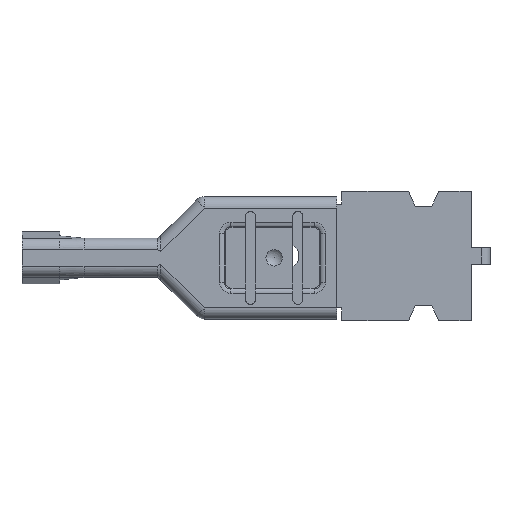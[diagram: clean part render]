
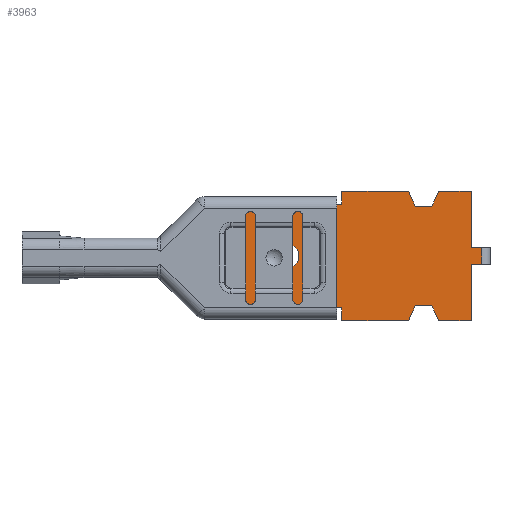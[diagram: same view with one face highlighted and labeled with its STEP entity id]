
A CAD part, top view. The second image highlights one B-rep face of the part: STEP entity #3963.
In plain terms, the highlighted planar face has unit normal (0, 0, 1).
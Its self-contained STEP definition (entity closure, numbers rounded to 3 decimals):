
#153=FACE_BOUND('',#736,.T.);
#321=CIRCLE('',#4342,0.785);
#517=FACE_OUTER_BOUND('',#735,.T.);
#735=EDGE_LOOP('',(#3361,#3362,#3363,#3364,#3365,#3366,#3367,#3368,#3369,
#3370,#3371,#3372,#3373,#3374,#3375,#3376,#3377,#3378,#3379,#3380,#3381,
#3382,#3383,#3384));
#736=EDGE_LOOP('',(#3385));
#1022=LINE('',#7460,#1390);
#1026=LINE('',#7469,#1394);
#1044=LINE('',#7507,#1412);
#1049=LINE('',#7516,#1417);
#1052=LINE('',#7522,#1420);
#1055=LINE('',#7528,#1423);
#1058=LINE('',#7533,#1426);
#1060=LINE('',#7537,#1428);
#1063=LINE('',#7543,#1431);
#1066=LINE('',#7549,#1434);
#1069=LINE('',#7555,#1437);
#1071=LINE('',#7558,#1439);
#1077=LINE('',#7571,#1445);
#1079=LINE('',#7575,#1447);
#1080=LINE('',#7577,#1448);
#1081=LINE('',#7579,#1449);
#1082=LINE('',#7581,#1450);
#1083=LINE('',#7583,#1451);
#1084=LINE('',#7585,#1452);
#1085=LINE('',#7587,#1453);
#1086=LINE('',#7589,#1454);
#1087=LINE('',#7591,#1455);
#1088=LINE('',#7593,#1456);
#1089=LINE('',#7594,#1457);
#1390=VECTOR('',#5279,10.);
#1394=VECTOR('',#5287,10.);
#1412=VECTOR('',#5315,10.);
#1417=VECTOR('',#5322,10.);
#1420=VECTOR('',#5327,10.);
#1423=VECTOR('',#5332,10.);
#1426=VECTOR('',#5337,10.);
#1428=VECTOR('',#5341,10.);
#1431=VECTOR('',#5346,10.);
#1434=VECTOR('',#5351,10.);
#1437=VECTOR('',#5356,10.);
#1439=VECTOR('',#5360,10.);
#1445=VECTOR('',#5372,10.);
#1447=VECTOR('',#5376,10.);
#1448=VECTOR('',#5377,10.);
#1449=VECTOR('',#5378,10.);
#1450=VECTOR('',#5379,10.);
#1451=VECTOR('',#5380,10.);
#1452=VECTOR('',#5381,10.);
#1453=VECTOR('',#5382,10.);
#1454=VECTOR('',#5383,10.);
#1455=VECTOR('',#5384,10.);
#1456=VECTOR('',#5385,10.);
#1457=VECTOR('',#5386,10.);
#1765=VERTEX_POINT('',#7453);
#1768=VERTEX_POINT('',#7458);
#1771=VERTEX_POINT('',#7468);
#1785=VERTEX_POINT('',#7504);
#1786=VERTEX_POINT('',#7506);
#1789=VERTEX_POINT('',#7514);
#1791=VERTEX_POINT('',#7520);
#1793=VERTEX_POINT('',#7526);
#1794=VERTEX_POINT('',#7531);
#1795=VERTEX_POINT('',#7535);
#1797=VERTEX_POINT('',#7541);
#1799=VERTEX_POINT('',#7547);
#1801=VERTEX_POINT('',#7553);
#1805=VERTEX_POINT('',#7570);
#1806=VERTEX_POINT('',#7574);
#1807=VERTEX_POINT('',#7576);
#1808=VERTEX_POINT('',#7578);
#1809=VERTEX_POINT('',#7580);
#1810=VERTEX_POINT('',#7582);
#1811=VERTEX_POINT('',#7584);
#1812=VERTEX_POINT('',#7586);
#1813=VERTEX_POINT('',#7588);
#1814=VERTEX_POINT('',#7590);
#1815=VERTEX_POINT('',#7592);
#1816=VERTEX_POINT('',#7595);
#2282=EDGE_CURVE('',#1768,#1765,#1022,.T.);
#2286=EDGE_CURVE('',#1765,#1771,#1026,.T.);
#2304=EDGE_CURVE('',#1785,#1786,#1044,.T.);
#2309=EDGE_CURVE('',#1789,#1785,#1049,.T.);
#2312=EDGE_CURVE('',#1791,#1789,#1052,.T.);
#2315=EDGE_CURVE('',#1793,#1791,#1055,.T.);
#2318=EDGE_CURVE('',#1794,#1793,#1058,.T.);
#2320=EDGE_CURVE('',#1795,#1794,#1060,.T.);
#2323=EDGE_CURVE('',#1797,#1795,#1063,.T.);
#2326=EDGE_CURVE('',#1799,#1797,#1066,.T.);
#2329=EDGE_CURVE('',#1801,#1799,#1069,.T.);
#2331=EDGE_CURVE('',#1771,#1801,#1071,.T.);
#2337=EDGE_CURVE('',#1805,#1786,#1077,.T.);
#2339=EDGE_CURVE('',#1768,#1806,#1079,.T.);
#2340=EDGE_CURVE('',#1806,#1807,#1080,.T.);
#2341=EDGE_CURVE('',#1807,#1808,#1081,.T.);
#2342=EDGE_CURVE('',#1808,#1809,#1082,.T.);
#2343=EDGE_CURVE('',#1809,#1810,#1083,.T.);
#2344=EDGE_CURVE('',#1810,#1811,#1084,.T.);
#2345=EDGE_CURVE('',#1811,#1812,#1085,.T.);
#2346=EDGE_CURVE('',#1812,#1813,#1086,.T.);
#2347=EDGE_CURVE('',#1813,#1814,#1087,.T.);
#2348=EDGE_CURVE('',#1814,#1815,#1088,.T.);
#2349=EDGE_CURVE('',#1815,#1805,#1089,.T.);
#2350=EDGE_CURVE('',#1816,#1816,#321,.T.);
#3361=ORIENTED_EDGE('',*,*,#2282,.F.);
#3362=ORIENTED_EDGE('',*,*,#2339,.T.);
#3363=ORIENTED_EDGE('',*,*,#2340,.T.);
#3364=ORIENTED_EDGE('',*,*,#2341,.T.);
#3365=ORIENTED_EDGE('',*,*,#2342,.T.);
#3366=ORIENTED_EDGE('',*,*,#2343,.T.);
#3367=ORIENTED_EDGE('',*,*,#2344,.T.);
#3368=ORIENTED_EDGE('',*,*,#2345,.T.);
#3369=ORIENTED_EDGE('',*,*,#2346,.T.);
#3370=ORIENTED_EDGE('',*,*,#2347,.T.);
#3371=ORIENTED_EDGE('',*,*,#2348,.T.);
#3372=ORIENTED_EDGE('',*,*,#2349,.T.);
#3373=ORIENTED_EDGE('',*,*,#2337,.T.);
#3374=ORIENTED_EDGE('',*,*,#2304,.F.);
#3375=ORIENTED_EDGE('',*,*,#2309,.F.);
#3376=ORIENTED_EDGE('',*,*,#2312,.F.);
#3377=ORIENTED_EDGE('',*,*,#2315,.F.);
#3378=ORIENTED_EDGE('',*,*,#2318,.F.);
#3379=ORIENTED_EDGE('',*,*,#2320,.F.);
#3380=ORIENTED_EDGE('',*,*,#2323,.F.);
#3381=ORIENTED_EDGE('',*,*,#2326,.F.);
#3382=ORIENTED_EDGE('',*,*,#2329,.F.);
#3383=ORIENTED_EDGE('',*,*,#2331,.F.);
#3384=ORIENTED_EDGE('',*,*,#2286,.F.);
#3385=ORIENTED_EDGE('',*,*,#2350,.T.);
#3574=PLANE('',#4341);
#3963=ADVANCED_FACE('',(#517,#153),#3574,.T.);
#4341=AXIS2_PLACEMENT_3D('',#7573,#5374,#5375);
#4342=AXIS2_PLACEMENT_3D('',#7596,#5387,#5388);
#5279=DIRECTION('',(0.,-1.,0.));
#5287=DIRECTION('',(-1.,0.,0.));
#5315=DIRECTION('',(-0.707,0.707,0.));
#5322=DIRECTION('',(-1.,0.,0.));
#5327=DIRECTION('',(0.,1.,0.));
#5332=DIRECTION('',(-1.,0.,0.));
#5337=DIRECTION('',(-0.411,-0.912,0.));
#5341=DIRECTION('',(-1.,0.,0.));
#5346=DIRECTION('',(-0.411,0.912,0.));
#5351=DIRECTION('',(-1.,0.,0.));
#5356=DIRECTION('',(0.,-1.,0.));
#5360=DIRECTION('',(-0.997,0.077,0.));
#5372=DIRECTION('',(0.,-1.,0.));
#5374=DIRECTION('center_axis',(0.,0.,1.));
#5375=DIRECTION('ref_axis',(1.,0.,0.));
#5376=DIRECTION('',(-1.,0.,0.));
#5377=DIRECTION('',(-0.997,-0.077,0.));
#5378=DIRECTION('',(0.,1.,0.));
#5379=DIRECTION('',(-1.,0.,0.));
#5380=DIRECTION('',(-0.411,-0.912,0.));
#5381=DIRECTION('',(-1.,0.,0.));
#5382=DIRECTION('',(-0.411,0.912,0.));
#5383=DIRECTION('',(-1.,0.,0.));
#5384=DIRECTION('',(0.,-1.,0.));
#5385=DIRECTION('',(-1.,0.,0.));
#5386=DIRECTION('',(-0.707,-0.707,0.));
#5387=DIRECTION('center_axis',(0.,0.,-1.));
#5388=DIRECTION('ref_axis',(1.,0.,0.));
#7453=CARTESIAN_POINT('',(11.99,-0.51,0.81));
#7458=CARTESIAN_POINT('',(11.99,0.51,0.81));
#7460=CARTESIAN_POINT('',(11.99,0.99,0.81));
#7468=CARTESIAN_POINT('',(11.47,-0.51,0.81));
#7469=CARTESIAN_POINT('',(12.49,-0.51,0.81));
#7504=CARTESIAN_POINT('',(-3.71,-3.175,0.81));
#7506=CARTESIAN_POINT('',(-4.12,-2.765,0.81));
#7507=CARTESIAN_POINT('',(-3.71,-3.175,0.81));
#7514=CARTESIAN_POINT('',(3.4,-3.175,0.81));
#7516=CARTESIAN_POINT('',(-3.71,-3.175,0.81));
#7520=CARTESIAN_POINT('',(3.4,-3.96,0.81));
#7522=CARTESIAN_POINT('',(3.4,-3.175,0.81));
#7526=CARTESIAN_POINT('',(7.5,-3.96,0.81));
#7528=CARTESIAN_POINT('',(3.4,-3.96,0.81));
#7531=CARTESIAN_POINT('',(7.91,-3.05,0.81));
#7533=CARTESIAN_POINT('',(7.5,-3.96,0.81));
#7535=CARTESIAN_POINT('',(8.93,-3.05,0.81));
#7537=CARTESIAN_POINT('',(8.93,-3.05,0.81));
#7541=CARTESIAN_POINT('',(9.34,-3.96,0.81));
#7543=CARTESIAN_POINT('',(9.34,-3.96,0.81));
#7547=CARTESIAN_POINT('',(11.34,-3.96,0.81));
#7549=CARTESIAN_POINT('',(9.34,-3.96,0.81));
#7553=CARTESIAN_POINT('',(11.34,-0.5,0.81));
#7555=CARTESIAN_POINT('',(11.34,-3.96,0.81));
#7558=CARTESIAN_POINT('',(11.34,-0.5,0.81));
#7570=CARTESIAN_POINT('',(-4.12,2.765,0.81));
#7571=CARTESIAN_POINT('',(-4.12,-2.173,0.81));
#7573=CARTESIAN_POINT('Origin',(3.985,1.98,0.81));
#7574=CARTESIAN_POINT('',(11.47,0.51,0.81));
#7575=CARTESIAN_POINT('',(12.49,0.51,0.81));
#7576=CARTESIAN_POINT('',(11.34,0.5,0.81));
#7577=CARTESIAN_POINT('',(11.34,0.5,0.81));
#7578=CARTESIAN_POINT('',(11.34,3.96,0.81));
#7579=CARTESIAN_POINT('',(11.34,3.96,0.81));
#7580=CARTESIAN_POINT('',(9.34,3.96,0.81));
#7581=CARTESIAN_POINT('',(9.34,3.96,0.81));
#7582=CARTESIAN_POINT('',(8.93,3.05,0.81));
#7583=CARTESIAN_POINT('',(9.34,3.96,0.81));
#7584=CARTESIAN_POINT('',(7.91,3.05,0.81));
#7585=CARTESIAN_POINT('',(8.93,3.05,0.81));
#7586=CARTESIAN_POINT('',(7.5,3.96,0.81));
#7587=CARTESIAN_POINT('',(7.5,3.96,0.81));
#7588=CARTESIAN_POINT('',(3.4,3.96,0.81));
#7589=CARTESIAN_POINT('',(3.4,3.96,0.81));
#7590=CARTESIAN_POINT('',(3.4,3.175,0.81));
#7591=CARTESIAN_POINT('',(3.4,3.175,0.81));
#7592=CARTESIAN_POINT('',(-3.71,3.175,0.81));
#7593=CARTESIAN_POINT('',(-3.71,3.175,0.81));
#7594=CARTESIAN_POINT('',(-3.71,3.175,0.81));
#7595=CARTESIAN_POINT('',(-0.785,0.,0.81));
#7596=CARTESIAN_POINT('Origin',(0.,0.,0.81));
